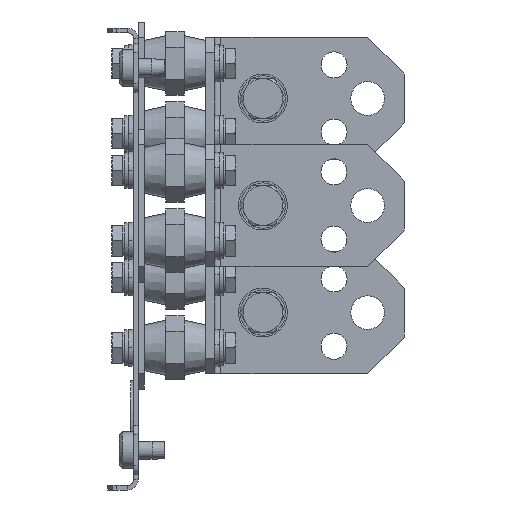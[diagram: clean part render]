
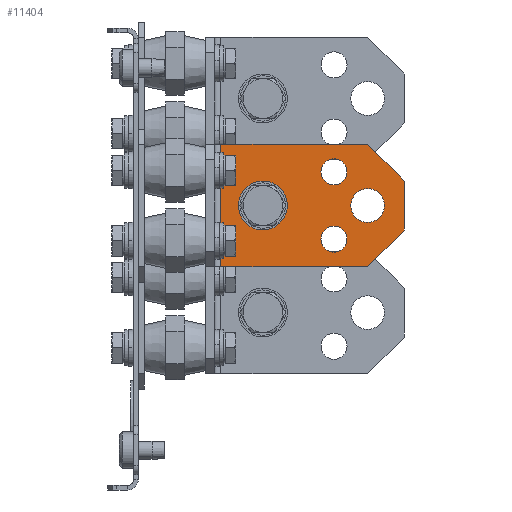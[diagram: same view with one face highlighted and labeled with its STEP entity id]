
A CAD part, left-side view. The second image highlights one B-rep face of the part: STEP entity #11404.
In plain terms, the highlighted planar face has unit normal (-1, 0, 0).
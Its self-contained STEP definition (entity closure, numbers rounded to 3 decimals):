
#10011=CIRCLE('',#32805,4.25);
#10013=CIRCLE('',#32808,4.25);
#10015=CIRCLE('',#32811,5.5);
#10016=CIRCLE('',#32816,8.);
#10017=CIRCLE('',#32817,8.);
#10018=CIRCLE('',#32818,4.25);
#10019=CIRCLE('',#32819,4.25);
#10020=CIRCLE('',#32820,5.5);
#11404=ADVANCED_FACE('',(#13257,#13258,#13259,#13260,#13261),#12711,.F.);
#12711=PLANE('',#32821);
#13257=FACE_BOUND('',#14123,.T.);
#13258=FACE_BOUND('',#14124,.T.);
#13259=FACE_BOUND('',#14125,.T.);
#13260=FACE_BOUND('',#14126,.T.);
#13261=FACE_BOUND('',#14127,.T.);
#14123=EDGE_LOOP('',(#18155,#18156));
#14124=EDGE_LOOP('',(#18157,#18158));
#14125=EDGE_LOOP('',(#18159,#18160));
#14126=EDGE_LOOP('',(#18161,#18162));
#14127=EDGE_LOOP('',(#18163,#18164,#18165,#18166,#18167,#18168));
#18155=ORIENTED_EDGE('',*,*,#25839,.T.);
#18156=ORIENTED_EDGE('',*,*,#25840,.T.);
#18157=ORIENTED_EDGE('',*,*,#25841,.F.);
#18158=ORIENTED_EDGE('',*,*,#25817,.F.);
#18159=ORIENTED_EDGE('',*,*,#25842,.F.);
#18160=ORIENTED_EDGE('',*,*,#25821,.F.);
#18161=ORIENTED_EDGE('',*,*,#25843,.F.);
#18162=ORIENTED_EDGE('',*,*,#25825,.F.);
#18163=ORIENTED_EDGE('',*,*,#25837,.T.);
#18164=ORIENTED_EDGE('',*,*,#25844,.T.);
#18165=ORIENTED_EDGE('',*,*,#25827,.T.);
#18166=ORIENTED_EDGE('',*,*,#25845,.T.);
#18167=ORIENTED_EDGE('',*,*,#25831,.T.);
#18168=ORIENTED_EDGE('',*,*,#25846,.T.);
#23088=VERTEX_POINT('',#44941);
#23089=VERTEX_POINT('',#44943);
#23092=VERTEX_POINT('',#44950);
#23093=VERTEX_POINT('',#44952);
#23096=VERTEX_POINT('',#44959);
#23097=VERTEX_POINT('',#44961);
#23098=VERTEX_POINT('',#44965);
#23099=VERTEX_POINT('',#44966);
#23102=VERTEX_POINT('',#44974);
#23103=VERTEX_POINT('',#44975);
#23108=VERTEX_POINT('',#44986);
#23109=VERTEX_POINT('',#44988);
#23110=VERTEX_POINT('',#44992);
#23111=VERTEX_POINT('',#44993);
#25817=EDGE_CURVE('',#23088,#23089,#10011,.T.);
#25821=EDGE_CURVE('',#23092,#23093,#10013,.T.);
#25825=EDGE_CURVE('',#23096,#23097,#10015,.T.);
#25827=EDGE_CURVE('',#23098,#23099,#28990,.T.);
#25831=EDGE_CURVE('',#23102,#23103,#28994,.T.);
#25837=EDGE_CURVE('',#23109,#23108,#29000,.T.);
#25839=EDGE_CURVE('',#23110,#23111,#10016,.T.);
#25840=EDGE_CURVE('',#23111,#23110,#10017,.T.);
#25841=EDGE_CURVE('',#23089,#23088,#10018,.T.);
#25842=EDGE_CURVE('',#23093,#23092,#10019,.T.);
#25843=EDGE_CURVE('',#23097,#23096,#10020,.T.);
#25844=EDGE_CURVE('',#23108,#23098,#29002,.T.);
#25845=EDGE_CURVE('',#23099,#23102,#29003,.T.);
#25846=EDGE_CURVE('',#23103,#23109,#29004,.T.);
#28990=LINE('',#44964,#31049);
#28994=LINE('',#44973,#31053);
#29000=LINE('',#44987,#31059);
#29002=LINE('',#44998,#31061);
#29003=LINE('',#44999,#31062);
#29004=LINE('',#45000,#31063);
#31049=VECTOR('',#37515,1.);
#31053=VECTOR('',#37521,1.);
#31059=VECTOR('',#37529,1.);
#31061=VECTOR('',#37543,1.);
#31062=VECTOR('',#37544,1.);
#31063=VECTOR('',#37545,1.);
#32805=AXIS2_PLACEMENT_3D('',#44942,#37494,#37495);
#32808=AXIS2_PLACEMENT_3D('',#44951,#37502,#37503);
#32811=AXIS2_PLACEMENT_3D('',#44960,#37510,#37511);
#32816=AXIS2_PLACEMENT_3D('',#44991,#37533,#37534);
#32817=AXIS2_PLACEMENT_3D('',#44994,#37535,#37536);
#32818=AXIS2_PLACEMENT_3D('',#44995,#37537,#37538);
#32819=AXIS2_PLACEMENT_3D('',#44996,#37539,#37540);
#32820=AXIS2_PLACEMENT_3D('',#44997,#37541,#37542);
#32821=AXIS2_PLACEMENT_3D('',#45001,#37546,#37547);
#37494=DIRECTION('',(-1.,0.,0.));
#37495=DIRECTION('',(0.,-1.,0.));
#37502=DIRECTION('',(-1.,0.,0.));
#37503=DIRECTION('',(0.,1.,0.));
#37510=DIRECTION('',(-1.,0.,0.));
#37511=DIRECTION('',(0.,1.,0.));
#37515=DIRECTION('',(0.,0.,1.));
#37521=DIRECTION('',(0.,1.,0.));
#37529=DIRECTION('',(0.,-1.,0.));
#37533=DIRECTION('',(1.,0.,0.));
#37534=DIRECTION('',(0.,0.902,0.433));
#37535=DIRECTION('',(1.,0.,0.));
#37536=DIRECTION('',(0.,0.902,0.433));
#37537=DIRECTION('',(-1.,0.,0.));
#37538=DIRECTION('',(0.,-1.,0.));
#37539=DIRECTION('',(-1.,0.,0.));
#37540=DIRECTION('',(0.,1.,0.));
#37541=DIRECTION('',(-1.,0.,0.));
#37542=DIRECTION('',(0.,1.,0.));
#37543=DIRECTION('',(0.,-0.707,0.707));
#37544=DIRECTION('',(0.,0.707,0.707));
#37545=DIRECTION('',(0.,0.,-1.));
#37546=DIRECTION('',(1.,0.,0.));
#37547=DIRECTION('',(0.,1.,0.));
#44941=CARTESIAN_POINT('',(-18.743,246.25,-179.257));
#44942=CARTESIAN_POINT('',(-18.743,250.5,-179.257));
#44943=CARTESIAN_POINT('',(-18.743,254.75,-179.257));
#44950=CARTESIAN_POINT('',(-18.743,246.25,-201.257));
#44951=CARTESIAN_POINT('',(-18.743,250.5,-201.257));
#44952=CARTESIAN_POINT('',(-18.743,254.75,-201.257));
#44959=CARTESIAN_POINT('',(-18.743,234.,-190.257));
#44960=CARTESIAN_POINT('',(-18.743,239.5,-190.257));
#44961=CARTESIAN_POINT('',(-18.743,245.,-190.257));
#44964=CARTESIAN_POINT('',(-18.743,227.5,-170.257));
#44965=CARTESIAN_POINT('',(-18.743,227.5,-198.257));
#44966=CARTESIAN_POINT('',(-18.743,227.5,-182.257));
#44973=CARTESIAN_POINT('',(-18.743,227.5,-170.257));
#44974=CARTESIAN_POINT('',(-18.743,239.5,-170.257));
#44975=CARTESIAN_POINT('',(-18.743,287.5,-170.257));
#44986=CARTESIAN_POINT('',(-18.743,239.5,-210.257));
#44987=CARTESIAN_POINT('',(-18.743,227.5,-210.257));
#44988=CARTESIAN_POINT('',(-18.743,287.5,-210.257));
#44991=CARTESIAN_POINT('',(-18.743,273.75,-190.257));
#44992=CARTESIAN_POINT('',(-18.743,266.537,-193.719));
#44993=CARTESIAN_POINT('',(-18.743,280.963,-186.796));
#44994=CARTESIAN_POINT('',(-18.743,273.75,-190.257));
#44995=CARTESIAN_POINT('',(-18.743,250.5,-179.257));
#44996=CARTESIAN_POINT('',(-18.743,250.5,-201.257));
#44997=CARTESIAN_POINT('',(-18.743,239.5,-190.257));
#44998=CARTESIAN_POINT('',(-18.743,227.5,-198.257));
#44999=CARTESIAN_POINT('',(-18.743,239.5,-170.257));
#45000=CARTESIAN_POINT('',(-18.743,287.5,-170.257));
#45001=CARTESIAN_POINT('',(-18.743,227.5,-210.257));
